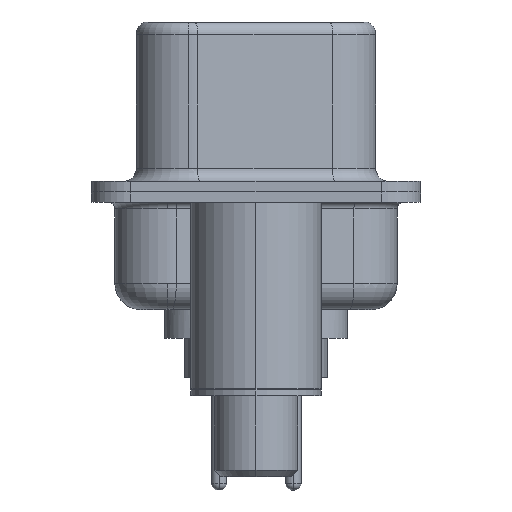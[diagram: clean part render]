
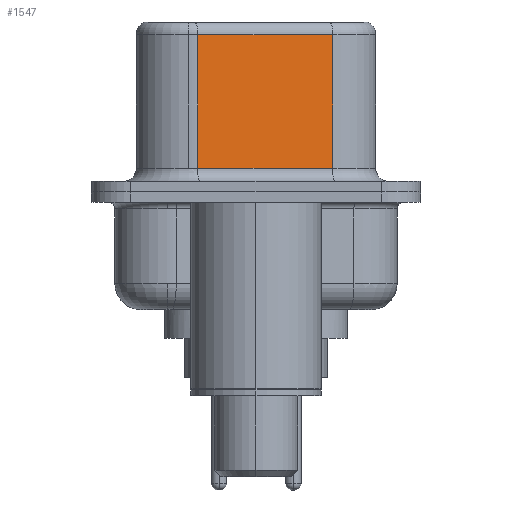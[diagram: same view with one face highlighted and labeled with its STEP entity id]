
A CAD part, left-side view. The second image highlights one B-rep face of the part: STEP entity #1547.
In plain terms, the highlighted planar face has unit normal (-0.985, -0.174, 0).
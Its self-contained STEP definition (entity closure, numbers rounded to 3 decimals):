
#638 = LINE ( 'NONE', #7865, #9366 ) ;
#1547 = ADVANCED_FACE ( 'NONE', ( #10607 ), #6695, .F. ) ;
#2039 = CARTESIAN_POINT ( 'NONE',  ( 3.675, 2.233, 6.52 ) ) ;
#2261 = EDGE_CURVE ( 'NONE', #14762, #18477, #638, .T. ) ;
#3528 = CARTESIAN_POINT ( 'NONE',  ( 4.585, -2.927, 6.52 ) ) ;
#4554 = LINE ( 'NONE', #3528, #15934 ) ;
#5211 = VERTEX_POINT ( 'NONE', #13069 ) ;
#6657 = DIRECTION ( 'NONE',  ( 0., 0., -1. ) ) ;
#6695 = PLANE ( 'NONE',  #13839 ) ;
#6935 = VERTEX_POINT ( 'NONE', #19485 ) ;
#7216 = VECTOR ( 'NONE', #11043, 1000. ) ;
#7463 = EDGE_LOOP ( 'NONE', ( #8291, #17006, #10870, #11969 ) ) ;
#7637 = EDGE_CURVE ( 'NONE', #6935, #18477, #4554, .T. ) ;
#7705 = LINE ( 'NONE', #18646, #7216 ) ;
#7865 = CARTESIAN_POINT ( 'NONE',  ( 4.585, -2.927, 0.9 ) ) ;
#8291 = ORIENTED_EDGE ( 'NONE', *, *, #7637, .F. ) ;
#8930 = EDGE_CURVE ( 'NONE', #5211, #14762, #14438, .T. ) ;
#9366 = VECTOR ( 'NONE', #15732, 1000. ) ;
#9666 = DIRECTION ( 'NONE',  ( 0.985, 0.174, 0. ) ) ;
#9744 = CARTESIAN_POINT ( 'NONE',  ( 4.585, -2.927, 6.52 ) ) ;
#10607 = FACE_OUTER_BOUND ( 'NONE', #7463, .T. ) ;
#10870 = ORIENTED_EDGE ( 'NONE', *, *, #8930, .T. ) ;
#11043 = DIRECTION ( 'NONE',  ( -0.174, 0.985, 0. ) ) ;
#11969 = ORIENTED_EDGE ( 'NONE', *, *, #2261, .T. ) ;
#13069 = CARTESIAN_POINT ( 'NONE',  ( 3.675, 2.233, 6.02 ) ) ;
#13839 = AXIS2_PLACEMENT_3D ( 'NONE', #9744, #9666, #14424 ) ;
#14389 = DIRECTION ( 'NONE',  ( 0., 0., -1. ) ) ;
#14424 = DIRECTION ( 'NONE',  ( -0.174, 0.985, 0. ) ) ;
#14438 = LINE ( 'NONE', #2039, #20016 ) ;
#14762 = VERTEX_POINT ( 'NONE', #19035 ) ;
#15005 = EDGE_CURVE ( 'NONE', #6935, #5211, #7705, .T. ) ;
#15732 = DIRECTION ( 'NONE',  ( 0.174, -0.985, 0. ) ) ;
#15934 = VECTOR ( 'NONE', #14389, 1000. ) ;
#17006 = ORIENTED_EDGE ( 'NONE', *, *, #15005, .T. ) ;
#18477 = VERTEX_POINT ( 'NONE', #19809 ) ;
#18646 = CARTESIAN_POINT ( 'NONE',  ( 4.585, -2.927, 6.02 ) ) ;
#19035 = CARTESIAN_POINT ( 'NONE',  ( 3.675, 2.233, 0.9 ) ) ;
#19485 = CARTESIAN_POINT ( 'NONE',  ( 4.585, -2.927, 6.02 ) ) ;
#19809 = CARTESIAN_POINT ( 'NONE',  ( 4.585, -2.927, 0.9 ) ) ;
#20016 = VECTOR ( 'NONE', #6657, 1000. ) ;
